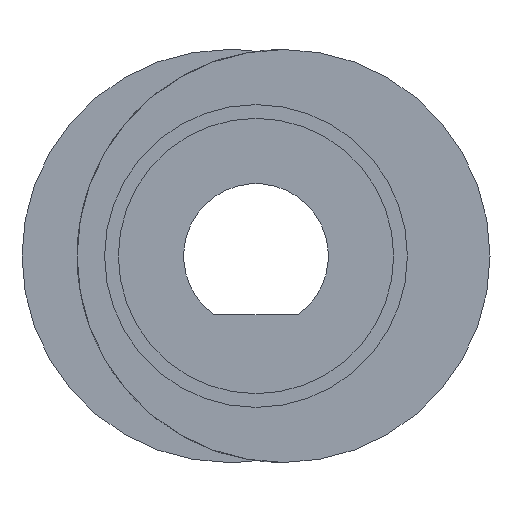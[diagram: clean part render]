
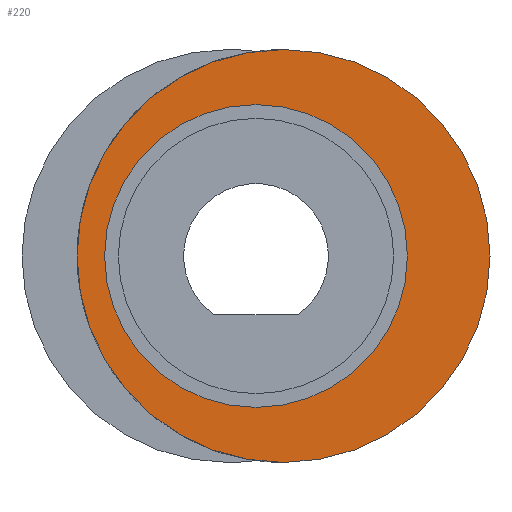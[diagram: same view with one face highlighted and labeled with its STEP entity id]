
A CAD part, front view. The second image highlights one B-rep face of the part: STEP entity #220.
In plain terms, the highlighted planar face has unit normal (0, -1, 0).
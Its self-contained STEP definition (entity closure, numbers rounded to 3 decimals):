
#11 = PLANE ( 'NONE',  #354 ) ;
#23 = DIRECTION ( 'NONE',  ( 0., -1., 0. ) ) ;
#29 = AXIS2_PLACEMENT_3D ( 'NONE', #190, #178, #41 ) ;
#41 = DIRECTION ( 'NONE',  ( 0., 0., 1. ) ) ;
#82 = EDGE_CURVE ( 'NONE', #239, #643, #465, .T. ) ;
#96 = DIRECTION ( 'NONE',  ( 0., 0., 1. ) ) ;
#97 = CARTESIAN_POINT ( 'NONE',  ( 1., -4.763, 0. ) ) ;
#99 = EDGE_CURVE ( 'NONE', #283, #596, #548, .T. ) ;
#118 = DIRECTION ( 'NONE',  ( 0., 0., 1. ) ) ;
#164 = DIRECTION ( 'NONE',  ( 0., 1., 0. ) ) ;
#167 = EDGE_LOOP ( 'NONE', ( #348, #369 ) ) ;
#175 = FACE_BOUND ( 'NONE', #221, .T. ) ;
#178 = DIRECTION ( 'NONE',  ( 0., 1., 0. ) ) ;
#186 = AXIS2_PLACEMENT_3D ( 'NONE', #497, #447, #96 ) ;
#190 = CARTESIAN_POINT ( 'NONE',  ( 1., -4.763, 0. ) ) ;
#197 = ORIENTED_EDGE ( 'NONE', *, *, #530, .F. ) ;
#220 = ADVANCED_FACE ( 'NONE', ( #625, #175 ), #11, .F. ) ;
#221 = EDGE_LOOP ( 'NONE', ( #197, #522 ) ) ;
#235 = EDGE_CURVE ( 'NONE', #596, #283, #304, .T. ) ;
#239 = VERTEX_POINT ( 'NONE', #381 ) ;
#245 = CIRCLE ( 'NONE', #285, 5.5 ) ;
#283 = VERTEX_POINT ( 'NONE', #427 ) ;
#285 = AXIS2_PLACEMENT_3D ( 'NONE', #631, #23, #421 ) ;
#288 = CARTESIAN_POINT ( 'NONE',  ( 1., -4.763, -7.5 ) ) ;
#304 = CIRCLE ( 'NONE', #29, 7.5 ) ;
#348 = ORIENTED_EDGE ( 'NONE', *, *, #235, .F. ) ;
#354 = AXIS2_PLACEMENT_3D ( 'NONE', #613, #164, #118 ) ;
#369 = ORIENTED_EDGE ( 'NONE', *, *, #99, .F. ) ;
#381 = CARTESIAN_POINT ( 'NONE',  ( 0., -4.763, -5.5 ) ) ;
#403 = DIRECTION ( 'NONE',  ( 0., 0., 1. ) ) ;
#421 = DIRECTION ( 'NONE',  ( 0., 0., 1. ) ) ;
#427 = CARTESIAN_POINT ( 'NONE',  ( 1., -4.763, 7.5 ) ) ;
#447 = DIRECTION ( 'NONE',  ( 0., -1., 0. ) ) ;
#464 = CARTESIAN_POINT ( 'NONE',  ( 0., -4.763, 5.5 ) ) ;
#465 = CIRCLE ( 'NONE', #186, 5.5 ) ;
#497 = CARTESIAN_POINT ( 'NONE',  ( 0., -4.763, 0. ) ) ;
#522 = ORIENTED_EDGE ( 'NONE', *, *, #82, .F. ) ;
#530 = EDGE_CURVE ( 'NONE', #643, #239, #245, .T. ) ;
#548 = CIRCLE ( 'NONE', #638, 7.5 ) ;
#558 = DIRECTION ( 'NONE',  ( 0., 1., 0. ) ) ;
#596 = VERTEX_POINT ( 'NONE', #288 ) ;
#613 = CARTESIAN_POINT ( 'NONE',  ( 0., -4.763, 0. ) ) ;
#625 = FACE_OUTER_BOUND ( 'NONE', #167, .T. ) ;
#631 = CARTESIAN_POINT ( 'NONE',  ( 0., -4.763, 0. ) ) ;
#638 = AXIS2_PLACEMENT_3D ( 'NONE', #97, #558, #403 ) ;
#643 = VERTEX_POINT ( 'NONE', #464 ) ;
